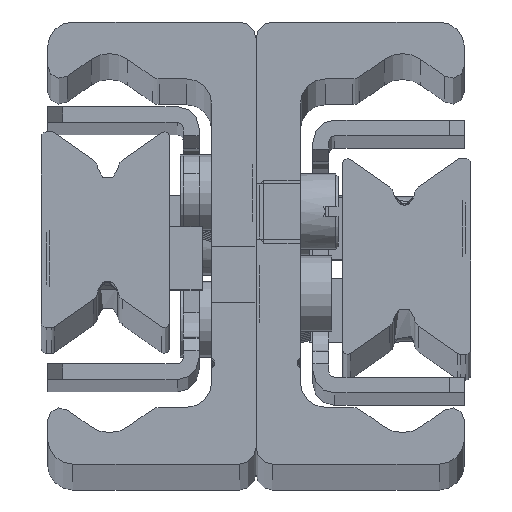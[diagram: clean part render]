
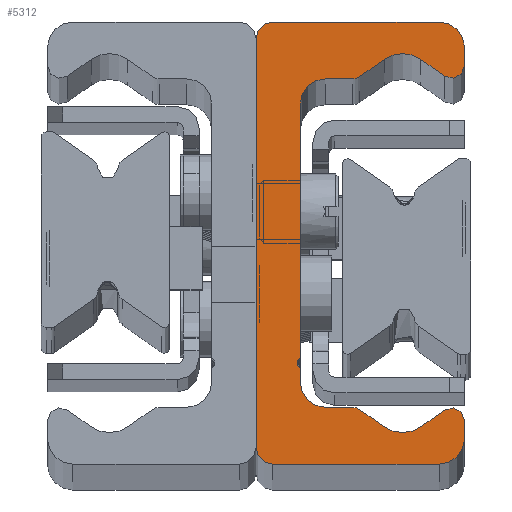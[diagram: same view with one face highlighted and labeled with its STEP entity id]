
A CAD part, top view. The second image highlights one B-rep face of the part: STEP entity #5312.
In plain terms, the highlighted planar face has unit normal (0, 0, 1).
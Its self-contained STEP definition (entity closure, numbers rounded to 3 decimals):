
#2183=CARTESIAN_POINT('',(3.5,11.0,1170.0));
#2184=VERTEX_POINT('',#2183);
#2191=CARTESIAN_POINT('',(3.5,-9.067,1170.0));
#2192=VERTEX_POINT('',#2191);
#2193=CARTESIAN_POINT('',(3.5,11.0,1170.0));
#2194=DIRECTION('',(0.0,-1.0,0.0));
#2195=VECTOR('',#2194,20.067);
#2196=LINE('',#2193,#2195);
#2197=EDGE_CURVE('',#2184,#2192,#2196,.T.);
#2699=CARTESIAN_POINT('',(3.5,-9.933,1170.0));
#2700=VERTEX_POINT('',#2699);
#2701=CARTESIAN_POINT('',(3.75,-9.5,1170.0));
#2702=DIRECTION('',(0.0,0.0,1.0));
#2703=DIRECTION('',(-0.5,0.866,0.0));
#2704=AXIS2_PLACEMENT_3D('',#2701,#2702,#2703);
#2705=CIRCLE('',#2704,0.5);
#2706=EDGE_CURVE('',#2192,#2700,#2705,.T.);
#4426=CARTESIAN_POINT('',(0.0,16.2,1170.0));
#4427=VERTEX_POINT('',#4426);
#4428=CARTESIAN_POINT('',(1.3,17.5,1170.0));
#4429=VERTEX_POINT('',#4428);
#4430=CARTESIAN_POINT('',(1.3,16.2,1170.0));
#4431=DIRECTION('',(0.0,0.0,-1.0));
#4432=DIRECTION('',(0.0,-1.0,0.0));
#4433=AXIS2_PLACEMENT_3D('',#4430,#4431,#4432);
#4434=CIRCLE('',#4433,1.3);
#4435=EDGE_CURVE('',#4427,#4429,#4434,.T.);
#4468=CARTESIAN_POINT('',(14.5,17.5,1170.0));
#4469=VERTEX_POINT('',#4468);
#4470=CARTESIAN_POINT('',(1.3,17.5,1170.0));
#4471=DIRECTION('',(1.0,0.0,0.0));
#4472=VECTOR('',#4471,13.2);
#4473=LINE('',#4470,#4472);
#4474=EDGE_CURVE('',#4429,#4469,#4473,.T.);
#4499=CARTESIAN_POINT('',(16.5,15.5,1170.0));
#4500=VERTEX_POINT('',#4499);
#4501=CARTESIAN_POINT('',(14.5,15.5,1170.0));
#4502=DIRECTION('',(0.0,0.0,-1.0));
#4503=DIRECTION('',(-1.0,0.0,0.0));
#4504=AXIS2_PLACEMENT_3D('',#4501,#4502,#4503);
#4505=CIRCLE('',#4504,2.);
#4506=EDGE_CURVE('',#4469,#4500,#4505,.T.);
#4532=CARTESIAN_POINT('',(16.5,14.042,1170.0));
#4533=VERTEX_POINT('',#4532);
#4534=CARTESIAN_POINT('',(16.5,15.5,1170.0));
#4535=DIRECTION('',(0.0,-1.0,0.0));
#4536=VECTOR('',#4535,1.458);
#4537=LINE('',#4534,#4536);
#4538=EDGE_CURVE('',#4500,#4533,#4537,.T.);
#4563=CARTESIAN_POINT('',(14.926,13.223,1170.0));
#4564=VERTEX_POINT('',#4563);
#4565=CARTESIAN_POINT('',(15.5,14.042,1170.0));
#4566=DIRECTION('',(0.0,0.0,-1.));
#4567=DIRECTION('',(0.574,0.819,0.0));
#4568=AXIS2_PLACEMENT_3D('',#4565,#4566,#4567);
#4569=CIRCLE('',#4568,1.);
#4570=EDGE_CURVE('',#4533,#4564,#4569,.T.);
#4596=CARTESIAN_POINT('',(13.034,14.548,1170.0));
#4597=VERTEX_POINT('',#4596);
#4598=CARTESIAN_POINT('',(14.926,13.223,1170.0));
#4599=DIRECTION('',(-0.819,0.574,0.0));
#4600=VECTOR('',#4599,2.31);
#4601=LINE('',#4598,#4600);
#4602=EDGE_CURVE('',#4564,#4597,#4601,.T.);
#4627=CARTESIAN_POINT('',(10.166,14.548,1170.0));
#4628=VERTEX_POINT('',#4627);
#4629=CARTESIAN_POINT('',(11.6,12.5,1170.0));
#4630=DIRECTION('',(0.0,0.0,1.0));
#4631=DIRECTION('',(0.574,0.819,0.0));
#4632=AXIS2_PLACEMENT_3D('',#4629,#4630,#4631);
#4633=CIRCLE('',#4632,2.5);
#4634=EDGE_CURVE('',#4597,#4628,#4633,.T.);
#4660=CARTESIAN_POINT('',(8.214,13.181,1170.0));
#4661=VERTEX_POINT('',#4660);
#4662=CARTESIAN_POINT('',(10.166,14.548,1170.0));
#4663=DIRECTION('',(-0.819,-0.574,0.0));
#4664=VECTOR('',#4663,2.383);
#4665=LINE('',#4662,#4664);
#4666=EDGE_CURVE('',#4628,#4661,#4665,.T.);
#4691=CARTESIAN_POINT('',(7.64,13.0,1170.0));
#4692=VERTEX_POINT('',#4691);
#4693=CARTESIAN_POINT('',(7.64,14.,1170.0));
#4694=DIRECTION('',(0.0,0.0,-1.0));
#4695=DIRECTION('',(0.0,1.0,0.0));
#4696=AXIS2_PLACEMENT_3D('',#4693,#4694,#4695);
#4697=CIRCLE('',#4696,1.);
#4698=EDGE_CURVE('',#4661,#4692,#4697,.T.);
#4724=CARTESIAN_POINT('',(5.5,13.0,1170.0));
#4725=VERTEX_POINT('',#4724);
#4726=CARTESIAN_POINT('',(7.64,13.0,1170.0));
#4727=DIRECTION('',(-1.0,0.0,0.0));
#4728=VECTOR('',#4727,2.14);
#4729=LINE('',#4726,#4728);
#4730=EDGE_CURVE('',#4692,#4725,#4729,.T.);
#4755=CARTESIAN_POINT('',(5.5,11.0,1170.0));
#4756=DIRECTION('',(0.0,0.0,1.0));
#4757=DIRECTION('',(0.0,1.0,0.0));
#4758=AXIS2_PLACEMENT_3D('',#4755,#4756,#4757);
#4759=CIRCLE('',#4758,2.0);
#4760=EDGE_CURVE('',#4725,#2184,#4759,.T.);
#4779=CARTESIAN_POINT('',(3.5,-11.0,1170.0));
#4780=VERTEX_POINT('',#4779);
#4781=CARTESIAN_POINT('',(3.5,-9.933,1170.0));
#4782=DIRECTION('',(0.0,-1.0,0.0));
#4783=VECTOR('',#4782,1.067);
#4784=LINE('',#4781,#4783);
#4785=EDGE_CURVE('',#2700,#4780,#4784,.T.);
#4810=CARTESIAN_POINT('',(5.5,-13.0,1170.0));
#4811=VERTEX_POINT('',#4810);
#4812=CARTESIAN_POINT('',(5.5,-11.0,1170.0));
#4813=DIRECTION('',(0.0,0.0,1.0));
#4814=DIRECTION('',(-1.0,0.0,0.0));
#4815=AXIS2_PLACEMENT_3D('',#4812,#4813,#4814);
#4816=CIRCLE('',#4815,2.0);
#4817=EDGE_CURVE('',#4780,#4811,#4816,.T.);
#4843=CARTESIAN_POINT('',(7.64,-13.0,1170.0));
#4844=VERTEX_POINT('',#4843);
#4845=CARTESIAN_POINT('',(5.5,-13.0,1170.0));
#4846=DIRECTION('',(1.0,0.0,0.0));
#4847=VECTOR('',#4846,2.14);
#4848=LINE('',#4845,#4847);
#4849=EDGE_CURVE('',#4811,#4844,#4848,.T.);
#4874=CARTESIAN_POINT('',(8.214,-13.181,1170.0));
#4875=VERTEX_POINT('',#4874);
#4876=CARTESIAN_POINT('',(7.64,-14.0,1170.0));
#4877=DIRECTION('',(0.0,0.0,-1.0));
#4878=DIRECTION('',(-0.574,-0.819,0.0));
#4879=AXIS2_PLACEMENT_3D('',#4876,#4877,#4878);
#4880=CIRCLE('',#4879,1.);
#4881=EDGE_CURVE('',#4844,#4875,#4880,.T.);
#4907=CARTESIAN_POINT('',(10.166,-14.548,1170.0));
#4908=VERTEX_POINT('',#4907);
#4909=CARTESIAN_POINT('',(8.214,-13.181,1170.0));
#4910=DIRECTION('',(0.819,-0.574,0.0));
#4911=VECTOR('',#4910,2.383);
#4912=LINE('',#4909,#4911);
#4913=EDGE_CURVE('',#4875,#4908,#4912,.T.);
#4938=CARTESIAN_POINT('',(13.034,-14.548,1170.0));
#4939=VERTEX_POINT('',#4938);
#4940=CARTESIAN_POINT('',(11.6,-12.5,1170.0));
#4941=DIRECTION('',(0.0,0.0,1.));
#4942=DIRECTION('',(-0.574,-0.819,0.0));
#4943=AXIS2_PLACEMENT_3D('',#4940,#4941,#4942);
#4944=CIRCLE('',#4943,2.5);
#4945=EDGE_CURVE('',#4908,#4939,#4944,.T.);
#4971=CARTESIAN_POINT('',(14.926,-13.223,1170.0));
#4972=VERTEX_POINT('',#4971);
#4973=CARTESIAN_POINT('',(13.034,-14.548,1170.0));
#4974=DIRECTION('',(0.819,0.574,0.0));
#4975=VECTOR('',#4974,2.31);
#4976=LINE('',#4973,#4975);
#4977=EDGE_CURVE('',#4939,#4972,#4976,.T.);
#5002=CARTESIAN_POINT('',(16.5,-14.042,1170.0));
#5003=VERTEX_POINT('',#5002);
#5004=CARTESIAN_POINT('',(15.5,-14.042,1170.0));
#5005=DIRECTION('',(0.0,0.0,-1.0));
#5006=DIRECTION('',(-1.0,0.0,0.0));
#5007=AXIS2_PLACEMENT_3D('',#5004,#5005,#5006);
#5008=CIRCLE('',#5007,1.);
#5009=EDGE_CURVE('',#4972,#5003,#5008,.T.);
#5035=CARTESIAN_POINT('',(16.5,-15.5,1170.0));
#5036=VERTEX_POINT('',#5035);
#5037=CARTESIAN_POINT('',(16.5,-14.042,1170.0));
#5038=DIRECTION('',(0.0,-1.0,0.0));
#5039=VECTOR('',#5038,1.458);
#5040=LINE('',#5037,#5039);
#5041=EDGE_CURVE('',#5003,#5036,#5040,.T.);
#5066=CARTESIAN_POINT('',(14.5,-17.5,1170.0));
#5067=VERTEX_POINT('',#5066);
#5068=CARTESIAN_POINT('',(14.5,-15.5,1170.0));
#5069=DIRECTION('',(0.0,0.0,-1.0));
#5070=DIRECTION('',(0.0,1.0,0.0));
#5071=AXIS2_PLACEMENT_3D('',#5068,#5069,#5070);
#5072=CIRCLE('',#5071,2.);
#5073=EDGE_CURVE('',#5036,#5067,#5072,.T.);
#5099=CARTESIAN_POINT('',(1.3,-17.5,1170.0));
#5100=VERTEX_POINT('',#5099);
#5101=CARTESIAN_POINT('',(14.5,-17.5,1170.0));
#5102=DIRECTION('',(-1.0,0.0,0.0));
#5103=VECTOR('',#5102,13.2);
#5104=LINE('',#5101,#5103);
#5105=EDGE_CURVE('',#5067,#5100,#5104,.T.);
#5130=CARTESIAN_POINT('',(0.0,-16.2,1170.0));
#5131=VERTEX_POINT('',#5130);
#5132=CARTESIAN_POINT('',(1.3,-16.2,1170.0));
#5133=DIRECTION('',(0.0,0.0,-1.0));
#5134=DIRECTION('',(1.0,0.0,0.0));
#5135=AXIS2_PLACEMENT_3D('',#5132,#5133,#5134);
#5136=CIRCLE('',#5135,1.3);
#5137=EDGE_CURVE('',#5100,#5131,#5136,.T.);
#5163=CARTESIAN_POINT('',(0.0,-16.2,1170.0));
#5164=DIRECTION('',(0.0,1.0,0.0));
#5165=VECTOR('',#5164,32.4);
#5166=LINE('',#5163,#5165);
#5167=EDGE_CURVE('',#5131,#4427,#5166,.T.);
#5279=CARTESIAN_POINT('',(5.942,-0.014,1170.0));
#5280=DIRECTION('',(0.0,0.0,1.0));
#5281=DIRECTION('',(1.0,0.0,0.0));
#5282=AXIS2_PLACEMENT_3D('',#5279,#5280,#5281);
#5283=PLANE('',#5282);
#5284=ORIENTED_EDGE('',*,*,#4435,.F.);
#5285=ORIENTED_EDGE('',*,*,#5167,.F.);
#5286=ORIENTED_EDGE('',*,*,#5137,.F.);
#5287=ORIENTED_EDGE('',*,*,#5105,.F.);
#5288=ORIENTED_EDGE('',*,*,#5073,.F.);
#5289=ORIENTED_EDGE('',*,*,#5041,.F.);
#5290=ORIENTED_EDGE('',*,*,#5009,.F.);
#5291=ORIENTED_EDGE('',*,*,#4977,.F.);
#5292=ORIENTED_EDGE('',*,*,#4945,.F.);
#5293=ORIENTED_EDGE('',*,*,#4913,.F.);
#5294=ORIENTED_EDGE('',*,*,#4881,.F.);
#5295=ORIENTED_EDGE('',*,*,#4849,.F.);
#5296=ORIENTED_EDGE('',*,*,#4817,.F.);
#5297=ORIENTED_EDGE('',*,*,#4785,.F.);
#5298=ORIENTED_EDGE('',*,*,#2706,.F.);
#5299=ORIENTED_EDGE('',*,*,#2197,.F.);
#5300=ORIENTED_EDGE('',*,*,#4760,.F.);
#5301=ORIENTED_EDGE('',*,*,#4730,.F.);
#5302=ORIENTED_EDGE('',*,*,#4698,.F.);
#5303=ORIENTED_EDGE('',*,*,#4666,.F.);
#5304=ORIENTED_EDGE('',*,*,#4634,.F.);
#5305=ORIENTED_EDGE('',*,*,#4602,.F.);
#5306=ORIENTED_EDGE('',*,*,#4570,.F.);
#5307=ORIENTED_EDGE('',*,*,#4538,.F.);
#5308=ORIENTED_EDGE('',*,*,#4506,.F.);
#5309=ORIENTED_EDGE('',*,*,#4474,.F.);
#5310=EDGE_LOOP('',(#5284,#5285,#5286,#5287,#5288,#5289,#5290,#5291,#5292,#5293,#5294,#5295,#5296,#5297,#5298,#5299,#5300,#5301,#5302,#5303,#5304,#5305,#5306,#5307,#5308,#5309));
#5311=FACE_OUTER_BOUND('',#5310,.T.);
#5312=ADVANCED_FACE('',(#5311),#5283,.T.);
